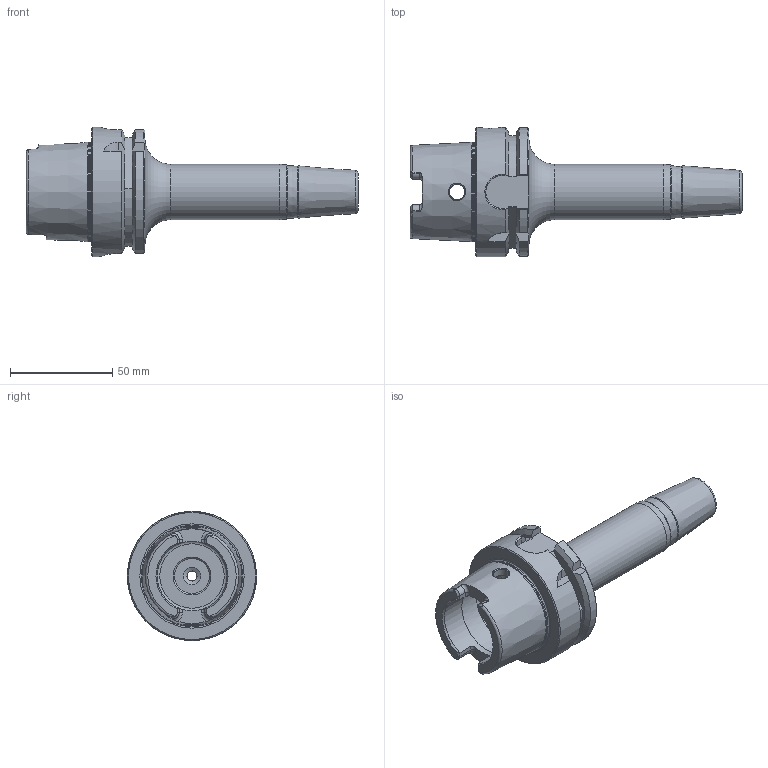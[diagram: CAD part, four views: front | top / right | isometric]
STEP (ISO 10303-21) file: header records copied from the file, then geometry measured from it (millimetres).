
FILE_DESCRIPTION(/* description */ ('SHRINK FIT HLDR W/ COOLANT PORTS'),/* implementation_level */ '2;1');
FILE_NAME(/* name */ 'H63A-31SF512-9C.stp',/* time_stamp */ '2020-10-02T13:59:22-04:00',/* author */ ('SZimmerman'),/* organization */ (''),/* preprocessor_version */ 'ST-DEVELOPER v17',/* originating_system */ 'Autodesk Inventor 2018',/* authorisation */ '');
FILE_SCHEMA (('AUTOMOTIVE_DESIGN { 1 0 10303 214 3 1 1 }'));
Length unit declared in the file: millimetre
Products named in the file (1): H63A-31SF512-9C
Bounding box: 162 x 63 x 63 mm (x, y, z)
Volume: 134041.6 mm3; surface area: 33527.3 mm2
Topology: 1 solids, 1 shells, 152 faces, 443 edges, 295 vertices
Faces by surface type: plane 53, cylinder 42, cone 32, torus 14, bspline 11
Full cylindrical faces by diameter (mm): 3 x2, 3.251 x2, 4.917 x1, 5 x1, 7.5 x2, 7.922 x1, 8.4 x1, 8.684 x1, 10 x1, 16.916 x1, 19.016 x1, 27 x1, 34 x2, 40 x1, 48.041 x1, 63 x1
Entity records: 6240 total; most frequent: CARTESIAN_POINT 2126, ORIENTED_EDGE 886, DIRECTION 782, EDGE_CURVE 443, AXIS2_PLACEMENT_3D 318, VERTEX_POINT 296, CIRCLE 172, EDGE_LOOP 167
